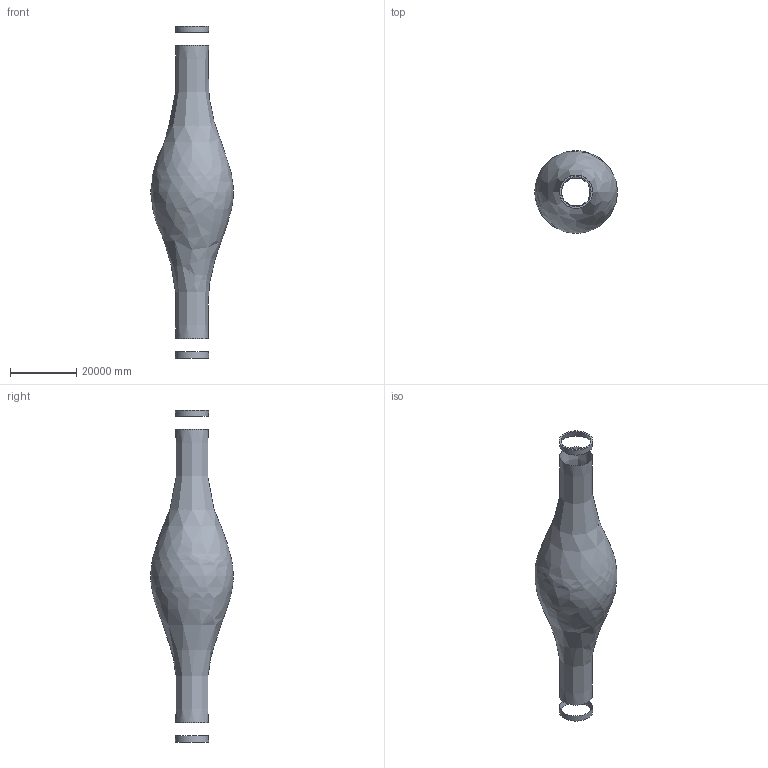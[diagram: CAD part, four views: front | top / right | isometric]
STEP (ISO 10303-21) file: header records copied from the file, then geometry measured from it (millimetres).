
FILE_DESCRIPTION(('Open CASCADE Model'),'2;1');
FILE_NAME('Open CASCADE Shape Model','2024-07-01T13:23:57',('Author'),( 'Open CASCADE'),'Open CASCADE STEP processor 7.5','Open CASCADE 7.5' ,'Unknown');
FILE_SCHEMA(('AUTOMOTIVE_DESIGN { 1 0 10303 214 1 1 1 1 }'));
Length unit declared in the file: metre
Products named in the file (4): Open CASCADE STEP translator 7.5 1; Open CASCADE STEP translator 7.5 1.1; Open CASCADE STEP translator 7.5 1.2; Open CASCADE STEP translator 7.5 1.3
Assembly tree (3 placements, depth 2):
  Open CASCADE STEP translator 7.5 1
    Open CASCADE STEP translator 7.5 1.1
    Open CASCADE STEP translator 7.5 1.2
    Open CASCADE STEP translator 7.5 1.3
Bounding box: 24959.24 x 25000 x 100000 mm (x, y, z)
Volume: 4079521975039.9 mm3; surface area: 8357975355.2 mm2
Topology: 3 solids, 3 shells, 8 faces, 14 edges, 8 vertices
Faces by surface type: bspline 6, plane 2
Entity records: 2174 total; most frequent: CARTESIAN_POINT 1854, DIRECTION 36, ORIENTED_EDGE 28, PCURVE 28, DEFINITIONAL_REPRESENTATION 28, B_SPLINE_CURVE_WITH_KNOTS 22, EDGE_CURVE 14, LINE 12
